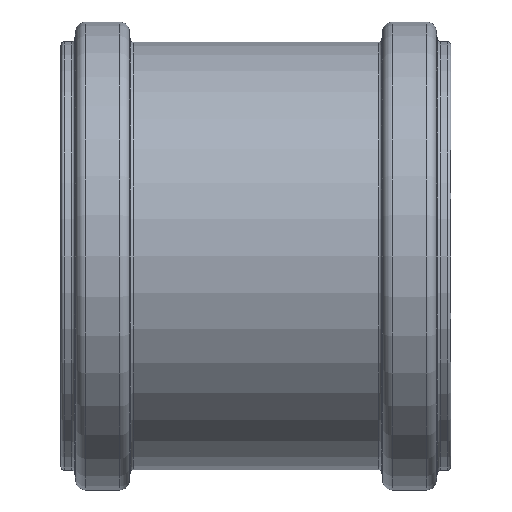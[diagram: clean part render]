
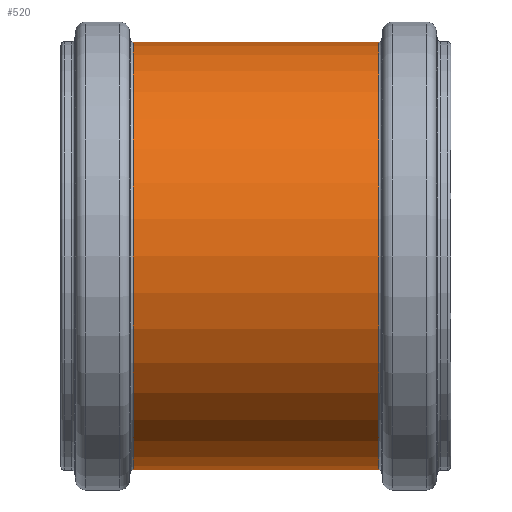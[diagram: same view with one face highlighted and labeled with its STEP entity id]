
A CAD part, left-side view. The second image highlights one B-rep face of the part: STEP entity #520.
In plain terms, the highlighted cylindrical face has radius 65.75 mm (diameter 131.5 mm), a full revolution.
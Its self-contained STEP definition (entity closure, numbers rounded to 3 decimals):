
#50=CYLINDRICAL_SURFACE('',#596,65.75);
#82=FACE_BOUND('',#204,.T.);
#130=FACE_OUTER_BOUND('',#203,.T.);
#203=EDGE_LOOP('',(#443));
#204=EDGE_LOOP('',(#444));
#274=CIRCLE('',#595,65.75);
#275=CIRCLE('',#597,65.75);
#322=VERTEX_POINT('',#911);
#323=VERTEX_POINT('',#914);
#370=EDGE_CURVE('',#322,#322,#274,.T.);
#371=EDGE_CURVE('',#323,#323,#275,.T.);
#443=ORIENTED_EDGE('',*,*,#370,.T.);
#444=ORIENTED_EDGE('',*,*,#371,.F.);
#520=ADVANCED_FACE('',(#130,#82),#50,.T.);
#595=AXIS2_PLACEMENT_3D('',#912,#743,#744);
#596=AXIS2_PLACEMENT_3D('',#913,#745,#746);
#597=AXIS2_PLACEMENT_3D('',#915,#747,#748);
#743=DIRECTION('center_axis',(0.,-1.,0.));
#744=DIRECTION('ref_axis',(1.,0.,0.));
#745=DIRECTION('center_axis',(0.,-1.,0.));
#746=DIRECTION('ref_axis',(1.,0.,0.));
#747=DIRECTION('center_axis',(0.,-1.,0.));
#748=DIRECTION('ref_axis',(1.,0.,0.));
#911=CARTESIAN_POINT('',(65.75,37.738,0.));
#912=CARTESIAN_POINT('Origin',(0.,37.738,0.));
#913=CARTESIAN_POINT('Origin',(0.,-18.869,
0.));
#914=CARTESIAN_POINT('',(65.75,-37.738,0.));
#915=CARTESIAN_POINT('Origin',(0.,-37.738,
0.));
